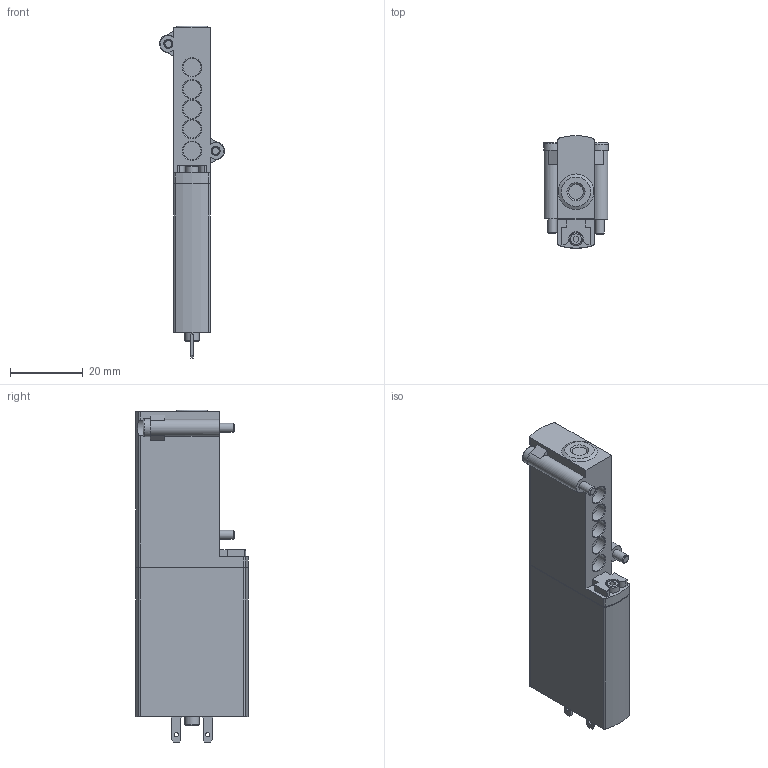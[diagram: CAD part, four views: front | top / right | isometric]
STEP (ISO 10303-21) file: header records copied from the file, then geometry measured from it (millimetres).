
FILE_DESCRIPTION(/* description */ ('STEP AP214'),/* implementation_level */ '2;1');
FILE_NAME(/* name */ '525101_MHA2-MS1H-5_2-2',/* time_stamp */ '2024-09-05T12:18:59+02:00',/* author */ ('License CC BY-ND 4.0'),/* organization */ ('CADENAS'),/* preprocessor_version */ 'ST-DEVELOPER v19.3',/* originating_system */ 'PARTsolutions',/* authorisation */ ' ');
FILE_SCHEMA (('AUTOMOTIVE_DESIGN {1 0 10303 214 3 1 1}'));
Length unit declared in the file: millimetre
Products named in the file (1): 525101 MHA2-MS1H-5/2-2
Bounding box: 17.9 x 31 x 91.5 mm (x, y, z)
Volume: 22992.3 mm3; surface area: 7601.2 mm2
Topology: 1 solids, 1 shells, 156 faces, 387 edges, 253 vertices
Faces by surface type: plane 101, cylinder 41, cone 11, torus 3
Full cylindrical faces by diameter (mm): 1.2 x2, 1.567 x1, 2.5 x2, 3.6 x1, 4 x1, 4.9 x2, 5 x5
Entity records: 5575 total; most frequent: CARTESIAN_POINT 783, DIRECTION 762, ORIENTED_EDGE 712, EDGE_CURVE 356, AXIS2_PLACEMENT_3D 255, LINE 252, VECTOR 252, VERTEX_POINT 250
